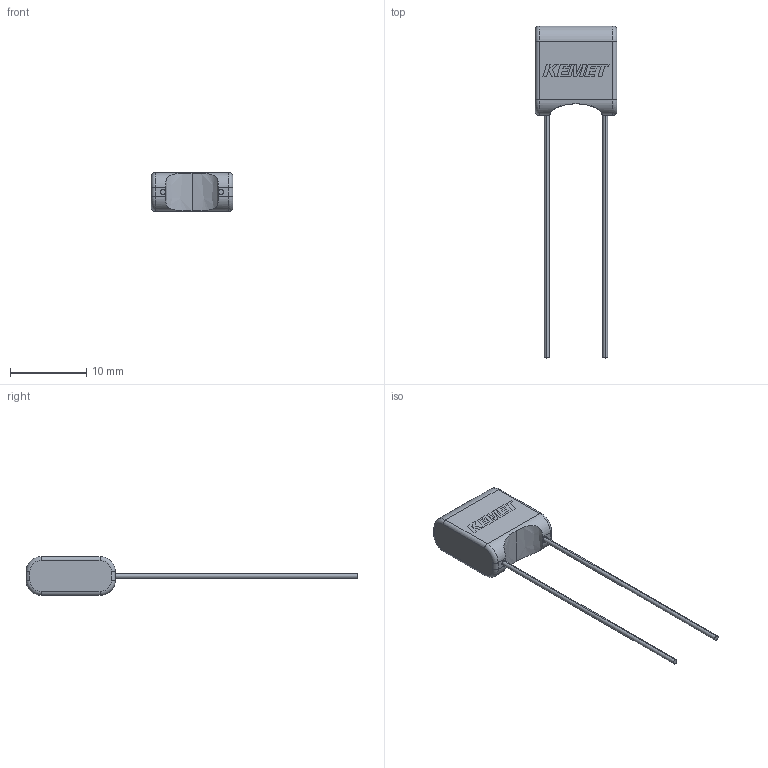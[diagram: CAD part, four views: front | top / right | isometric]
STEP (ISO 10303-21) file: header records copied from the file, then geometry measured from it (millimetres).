
FILE_DESCRIPTION (( 'STEP AP214' ), '1' );
FILE_NAME ('CCRM_RCST_HV12_L10.67H10.16T6.35S7.62LL3.175F0.737.STEP', '2023-12-18T22:27:24', ( '' ), ( '' ), 'SwSTEP 2.0', 'SolidWorks 2021', '' );
FILE_SCHEMA (( 'AUTOMOTIVE_DESIGN' ));
Length unit declared in the file: millimetre
Products named in the file (1): CCRM_RCST_HV12_L10.67H10.16T6.35S7.62LL3.175F0.737
Bounding box: 10.67 x 43.43 x 5.08 mm (x, y, z)
Volume: 582.6 mm3; surface area: 560.8 mm2
Topology: 4 solids, 4 shells, 92 faces, 230 edges, 148 vertices
Faces by surface type: plane 66, cylinder 16, torus 8, bspline 2
Entity records: 3851 total; most frequent: CARTESIAN_POINT 557, ORIENTED_EDGE 460, DIRECTION 448, EDGE_CURVE 230, VECTOR 186, LINE 186, VERTEX_POINT 148, AXIS2_PLACEMENT_3D 131
